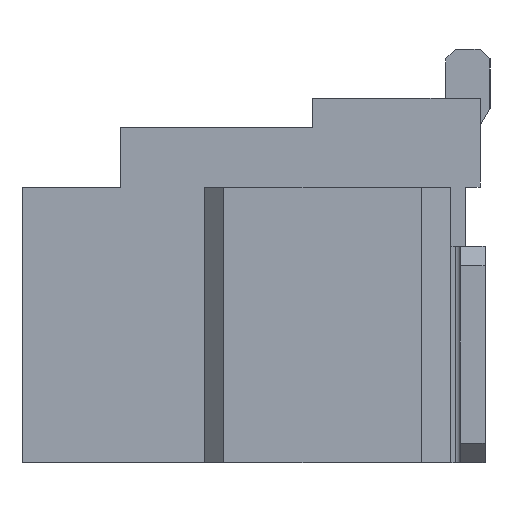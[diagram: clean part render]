
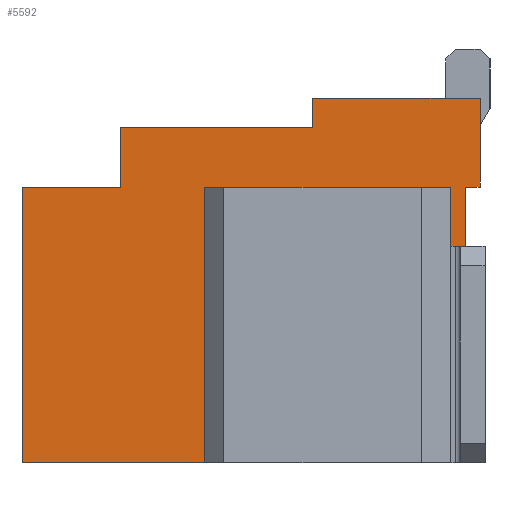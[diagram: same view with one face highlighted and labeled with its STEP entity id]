
A CAD part, left-side view. The second image highlights one B-rep face of the part: STEP entity #5592.
In plain terms, the highlighted planar face has unit normal (-1, 0, 0).
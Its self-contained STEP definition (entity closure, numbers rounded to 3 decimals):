
#73=DIRECTION('',(0.,1.,0.));
#74=VECTOR('',#73,1.7);
#75=CARTESIAN_POINT('',(-4.625,-3.675,2.1));
#76=LINE('',#75,#74);
#741=DIRECTION('',(0.,0.,1.));
#742=VECTOR('',#741,2.8);
#743=CARTESIAN_POINT('',(-4.625,0.975,-1.6));
#744=LINE('',#743,#742);
#1121=DIRECTION('',(0.,-1.,0.));
#1122=VECTOR('',#1121,1.);
#1123=CARTESIAN_POINT('',(-4.625,0.975,1.2));
#1124=LINE('',#1123,#1122);
#1125=DIRECTION('',(0.,0.,1.));
#1126=VECTOR('',#1125,0.6);
#1127=CARTESIAN_POINT('',(-4.625,-0.025,1.2));
#1128=LINE('',#1127,#1126);
#1129=DIRECTION('',(0.,-1.,0.));
#1130=VECTOR('',#1129,1.95);
#1131=CARTESIAN_POINT('',(-4.625,-0.025,1.8));
#1132=LINE('',#1131,#1130);
#1133=DIRECTION('',(0.,0.,-1.));
#1134=VECTOR('',#1133,0.3);
#1135=CARTESIAN_POINT('',(-4.625,-1.975,2.1));
#1136=LINE('',#1135,#1134);
#1137=DIRECTION('',(0.,1.,0.));
#1138=VECTOR('',#1137,0.15);
#1139=CARTESIAN_POINT('',(-4.625,-3.675,1.2));
#1140=LINE('',#1139,#1138);
#1141=DIRECTION('',(0.,0.,1.));
#1142=VECTOR('',#1141,2.1);
#1143=CARTESIAN_POINT('',(-4.625,-3.525,-0.9));
#1144=LINE('',#1143,#1142);
#1145=DIRECTION('',(0.,1.,0.));
#1146=VECTOR('',#1145,0.15);
#1147=CARTESIAN_POINT('',(-4.625,-3.675,-0.9));
#1148=LINE('',#1147,#1146);
#1149=DIRECTION('',(0.,1.,0.));
#1150=VECTOR('',#1149,0.3);
#1151=CARTESIAN_POINT('',(-4.625,-3.675,-1.6));
#1152=LINE('',#1151,#1150);
#1153=DIRECTION('',(0.,0.,1.));
#1154=VECTOR('',#1153,2.8);
#1155=CARTESIAN_POINT('',(-4.625,-3.375,-1.6));
#1156=LINE('',#1155,#1154);
#1157=DIRECTION('',(0.,-1.,0.));
#1158=VECTOR('',#1157,2.5);
#1159=CARTESIAN_POINT('',(-4.625,-0.875,1.2));
#1160=LINE('',#1159,#1158);
#1161=DIRECTION('',(0.,0.,1.));
#1162=VECTOR('',#1161,2.8);
#1163=CARTESIAN_POINT('',(-4.625,-0.875,-1.6));
#1164=LINE('',#1163,#1162);
#1165=DIRECTION('',(0.,1.,0.));
#1166=VECTOR('',#1165,1.85);
#1167=CARTESIAN_POINT('',(-4.625,-0.875,-1.6));
#1168=LINE('',#1167,#1166);
#1213=DIRECTION('',(0.,0.,1.));
#1214=VECTOR('',#1213,0.9);
#1215=CARTESIAN_POINT('',(-4.625,-3.675,1.2));
#1216=LINE('',#1215,#1214);
#1253=DIRECTION('',(0.,0.,1.));
#1254=VECTOR('',#1253,0.7);
#1255=CARTESIAN_POINT('',(-4.625,-3.675,-1.6));
#1256=LINE('',#1255,#1254);
#3327=CARTESIAN_POINT('',(-4.625,-0.875,1.2));
#3328=CARTESIAN_POINT('',(-4.625,-3.375,1.2));
#3329=VERTEX_POINT('',#3327);
#3330=VERTEX_POINT('',#3328);
#3331=CARTESIAN_POINT('',(-4.625,-0.875,-1.6));
#3332=VERTEX_POINT('',#3331);
#3339=CARTESIAN_POINT('',(-4.625,0.975,-1.6));
#3340=VERTEX_POINT('',#3339);
#3359=CARTESIAN_POINT('',(-4.625,-3.675,2.1));
#3360=VERTEX_POINT('',#3359);
#3365=CARTESIAN_POINT('',(-4.625,-3.675,-1.6));
#3366=VERTEX_POINT('',#3365);
#3383=CARTESIAN_POINT('',(-4.625,-1.975,2.1));
#3384=CARTESIAN_POINT('',(-4.625,-1.975,1.8));
#3385=VERTEX_POINT('',#3383);
#3386=VERTEX_POINT('',#3384);
#3392=CARTESIAN_POINT('',(-4.625,-0.025,1.8));
#3394=VERTEX_POINT('',#3392);
#3561=CARTESIAN_POINT('',(-4.625,0.975,1.2));
#3562=CARTESIAN_POINT('',(-4.625,-0.025,1.2));
#3563=VERTEX_POINT('',#3561);
#3564=VERTEX_POINT('',#3562);
#3975=CARTESIAN_POINT('',(-4.625,-3.375,-1.6));
#3976=VERTEX_POINT('',#3975);
#4315=CARTESIAN_POINT('',(-4.625,-3.675,1.2));
#4317=VERTEX_POINT('',#4315);
#4323=CARTESIAN_POINT('',(-4.625,-3.675,-0.9));
#4325=VERTEX_POINT('',#4323);
#4331=CARTESIAN_POINT('',(-4.625,-3.525,1.2));
#4332=VERTEX_POINT('',#4331);
#4333=CARTESIAN_POINT('',(-4.625,-3.525,-0.9));
#4334=VERTEX_POINT('',#4333);
#5559=CARTESIAN_POINT('',(-4.625,-3.675,-1.6));
#5560=DIRECTION('',(-1.,0.,0.));
#5561=DIRECTION('',(0.,0.,1.));
#5562=AXIS2_PLACEMENT_3D('',#5559,#5560,#5561);
#5563=PLANE('',#5562);
#5564=ORIENTED_EDGE('',*,*,#5167,.T.);
#5566=ORIENTED_EDGE('',*,*,#5565,.T.);
#5568=ORIENTED_EDGE('',*,*,#5567,.T.);
#5569=ORIENTED_EDGE('',*,*,#5282,.F.);
#5570=ORIENTED_EDGE('',*,*,#4428,.F.);
#5572=ORIENTED_EDGE('',*,*,#5571,.F.);
#5574=ORIENTED_EDGE('',*,*,#5573,.T.);
#5576=ORIENTED_EDGE('',*,*,#5575,.F.);
#5578=ORIENTED_EDGE('',*,*,#5577,.F.);
#5580=ORIENTED_EDGE('',*,*,#5579,.F.);
#5581=ORIENTED_EDGE('',*,*,#4687,.T.);
#5583=ORIENTED_EDGE('',*,*,#5582,.T.);
#5585=ORIENTED_EDGE('',*,*,#5584,.F.);
#5587=ORIENTED_EDGE('',*,*,#5586,.F.);
#5588=ORIENTED_EDGE('',*,*,#4665,.T.);
#5589=ORIENTED_EDGE('',*,*,#5100,.T.);
#5590=EDGE_LOOP('',(#5564,#5566,#5568,#5569,#5570,#5572,#5574,#5576,#5578,#5580,
#5581,#5583,#5585,#5587,#5588,#5589));
#5591=FACE_OUTER_BOUND('',#5590,.F.);
#5592=ADVANCED_FACE('',(#5591),#5563,.T.);
#4428=EDGE_CURVE('',#3360,#3385,#76,.T.);
#4665=EDGE_CURVE('',#3332,#3340,#1168,.T.);
#4687=EDGE_CURVE('',#3366,#3976,#1152,.T.);
#5100=EDGE_CURVE('',#3340,#3563,#744,.T.);
#5167=EDGE_CURVE('',#3563,#3564,#1124,.T.);
#5282=EDGE_CURVE('',#3385,#3386,#1136,.T.);
#5565=EDGE_CURVE('',#3564,#3394,#1128,.T.);
#5567=EDGE_CURVE('',#3394,#3386,#1132,.T.);
#5571=EDGE_CURVE('',#4317,#3360,#1216,.T.);
#5573=EDGE_CURVE('',#4317,#4332,#1140,.T.);
#5575=EDGE_CURVE('',#4334,#4332,#1144,.T.);
#5577=EDGE_CURVE('',#4325,#4334,#1148,.T.);
#5579=EDGE_CURVE('',#3366,#4325,#1256,.T.);
#5582=EDGE_CURVE('',#3976,#3330,#1156,.T.);
#5584=EDGE_CURVE('',#3329,#3330,#1160,.T.);
#5586=EDGE_CURVE('',#3332,#3329,#1164,.T.);
